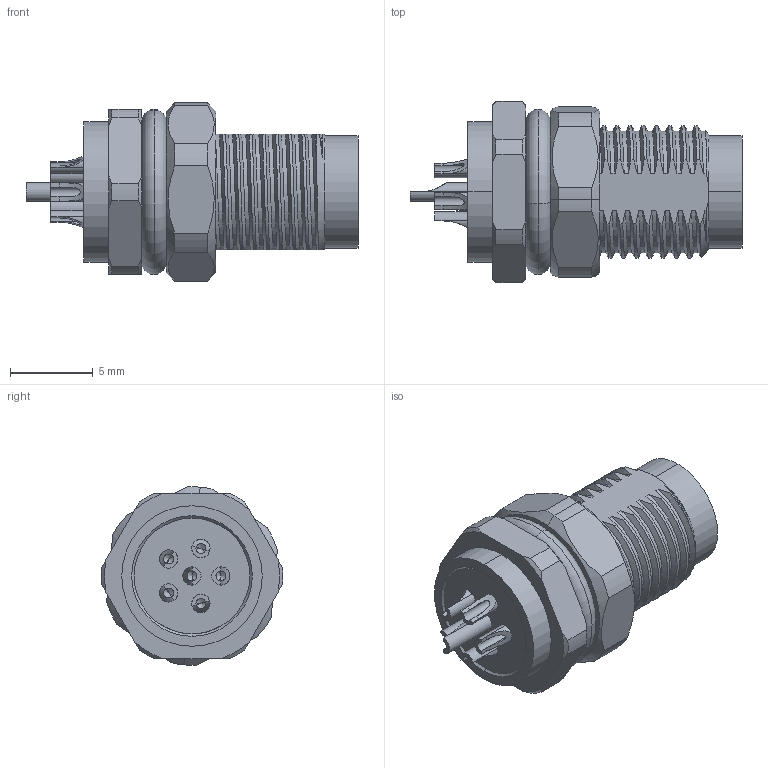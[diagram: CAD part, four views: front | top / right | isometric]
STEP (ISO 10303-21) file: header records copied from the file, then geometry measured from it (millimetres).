
FILE_DESCRIPTION (( 'STEP AP203' ), '1' );
FILE_NAME ('54-00324revA.STEP', '2023-02-08T21:58:20', ( '' ), ( '' ), 'SwSTEP 2.0', 'SolidWorks 2021', '' );
FILE_SCHEMA (( 'CONFIG_CONTROL_DESIGN' ));
Length unit declared in the file: millimetre
Products named in the file (7): 54-00324-03___; 54-00324-04___; 54-00324-01___; 54-00324-05___; 54-00324revA; 54-00324-06___; 54-00324-02
Assembly tree (10 placements, depth 2):
  54-00324revA
    54-00324-01___
    54-00324-02
    54-00324-03___  x5
    54-00324-04___
    54-00324-05___
    54-00324-06___
Bounding box: 20.1 x 10.99 x 10.8 mm (x, y, z)
Volume: 880.5 mm3; surface area: 2372.5 mm2
Topology: 10 solids, 10 shells, 417 faces, 1030 edges, 648 vertices
Faces by surface type: cylinder 185, plane 72, cone 64, bspline 56, torus 28, sphere 12
Entity records: 34583 total; most frequent: CARTESIAN_POINT 27068, ORIENTED_EDGE 1556, DIRECTION 1226, EDGE_CURVE 778, VERTEX_POINT 504, AXIS2_PLACEMENT_3D 481, EDGE_LOOP 334, ADVANCED_FACE 301
